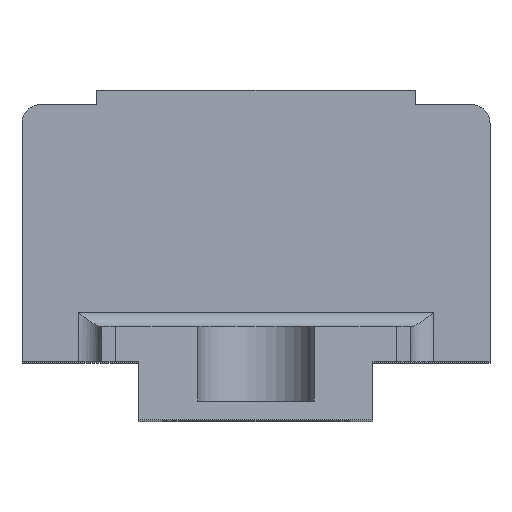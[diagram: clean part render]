
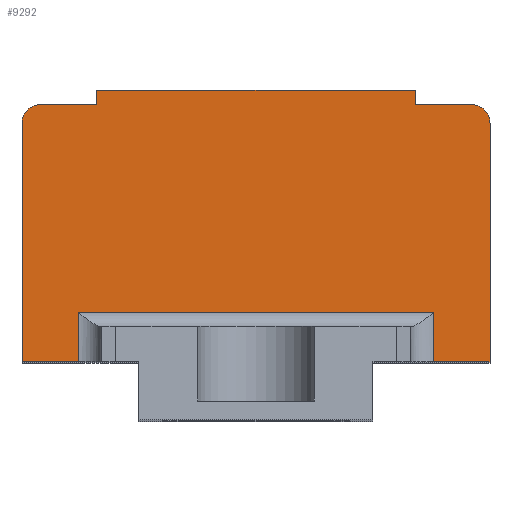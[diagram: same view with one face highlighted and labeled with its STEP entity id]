
A CAD part, top view. The second image highlights one B-rep face of the part: STEP entity #9292.
In plain terms, the highlighted planar face has unit normal (0, 0, 1).
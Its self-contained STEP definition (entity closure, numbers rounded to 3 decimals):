
#331=DIRECTION('',(0.,1.,0.));
#332=VECTOR('',#331,5.3);
#333=CARTESIAN_POINT('',(19.,6.2,94.1));
#334=LINE('',#333,#332);
#349=CARTESIAN_POINT('',(23.,31.7,94.1));
#350=DIRECTION('',(0.,0.,1.));
#351=DIRECTION('',(1.,0.,0.));
#352=AXIS2_PLACEMENT_3D('',#349,#350,#351);
#354=DIRECTION('',(0.,-1.,0.));
#355=VECTOR('',#354,25.5);
#356=CARTESIAN_POINT('',(25.,31.7,94.1));
#357=LINE('',#356,#355);
#358=DIRECTION('',(-1.,0.,0.));
#359=VECTOR('',#358,6.);
#360=CARTESIAN_POINT('',(25.,6.2,94.1));
#361=LINE('',#360,#359);
#362=DIRECTION('',(-1.,0.,0.));
#363=VECTOR('',#362,6.);
#364=CARTESIAN_POINT('',(-19.,6.2,94.1));
#365=LINE('',#364,#363);
#366=DIRECTION('',(0.,1.,0.));
#367=VECTOR('',#366,25.5);
#368=CARTESIAN_POINT('',(-25.,6.2,94.1));
#369=LINE('',#368,#367);
#370=CARTESIAN_POINT('',(-23.,31.7,94.1));
#371=DIRECTION('',(0.,0.,1.));
#372=DIRECTION('',(0.,1.,0.));
#373=AXIS2_PLACEMENT_3D('',#370,#371,#372);
#375=DIRECTION('',(1.,0.,0.));
#376=VECTOR('',#375,6.);
#377=CARTESIAN_POINT('',(-23.,33.7,94.1));
#378=LINE('',#377,#376);
#379=DIRECTION('',(0.,1.,0.));
#380=VECTOR('',#379,1.5);
#381=CARTESIAN_POINT('',(-17.,33.7,94.1));
#382=LINE('',#381,#380);
#383=DIRECTION('',(1.,0.,0.));
#384=VECTOR('',#383,34.);
#385=CARTESIAN_POINT('',(-17.,35.2,94.1));
#386=LINE('',#385,#384);
#387=DIRECTION('',(0.,-1.,0.));
#388=VECTOR('',#387,1.5);
#389=CARTESIAN_POINT('',(17.,35.2,94.1));
#390=LINE('',#389,#388);
#391=DIRECTION('',(1.,0.,0.));
#392=VECTOR('',#391,6.);
#393=CARTESIAN_POINT('',(17.,33.7,94.1));
#394=LINE('',#393,#392);
#483=DIRECTION('',(0.,1.,0.));
#484=VECTOR('',#483,5.3);
#485=CARTESIAN_POINT('',(-19.,6.2,94.1));
#486=LINE('',#485,#484);
#521=DIRECTION('',(1.,0.,0.));
#522=VECTOR('',#521,38.);
#523=CARTESIAN_POINT('',(-19.,11.5,94.1));
#524=LINE('',#523,#522);
#7437=CARTESIAN_POINT('',(-17.,35.2,94.1));
#7438=CARTESIAN_POINT('',(17.,35.2,94.1));
#7439=VERTEX_POINT('',#7437);
#7440=VERTEX_POINT('',#7438);
#7445=CARTESIAN_POINT('',(25.,6.2,94.1));
#7447=VERTEX_POINT('',#7445);
#7449=CARTESIAN_POINT('',(-25.,6.2,94.1));
#7451=VERTEX_POINT('',#7449);
#7617=CARTESIAN_POINT('',(19.,6.2,94.1));
#7618=VERTEX_POINT('',#7617);
#7623=CARTESIAN_POINT('',(-19.,6.2,94.1));
#7624=VERTEX_POINT('',#7623);
#7629=CARTESIAN_POINT('',(-19.,11.5,94.1));
#7630=CARTESIAN_POINT('',(19.,11.5,94.1));
#7631=VERTEX_POINT('',#7629);
#7632=VERTEX_POINT('',#7630);
#7701=CARTESIAN_POINT('',(-17.,33.7,94.1));
#7702=VERTEX_POINT('',#7701);
#7703=CARTESIAN_POINT('',(17.,33.7,94.1));
#7704=VERTEX_POINT('',#7703);
#7853=CARTESIAN_POINT('',(25.,31.7,94.1));
#7854=CARTESIAN_POINT('',(23.,33.7,94.1));
#7855=VERTEX_POINT('',#7853);
#7856=VERTEX_POINT('',#7854);
#7861=CARTESIAN_POINT('',(-23.,33.7,94.1));
#7862=CARTESIAN_POINT('',(-25.,31.7,94.1));
#7863=VERTEX_POINT('',#7861);
#7864=VERTEX_POINT('',#7862);
#9259=CARTESIAN_POINT('',(0.,0.,94.1));
#9260=DIRECTION('',(0.,0.,-1.));
#9261=DIRECTION('',(-1.,0.,0.));
#9262=AXIS2_PLACEMENT_3D('',#9259,#9260,#9261);
#9263=PLANE('',#9262);
#9265=ORIENTED_EDGE('',*,*,#9264,.F.);
#9267=ORIENTED_EDGE('',*,*,#9266,.T.);
#9268=ORIENTED_EDGE('',*,*,#9195,.T.);
#9269=ORIENTED_EDGE('',*,*,#9249,.T.);
#9271=ORIENTED_EDGE('',*,*,#9270,.F.);
#9273=ORIENTED_EDGE('',*,*,#9272,.F.);
#9275=ORIENTED_EDGE('',*,*,#9274,.T.);
#9277=ORIENTED_EDGE('',*,*,#9276,.T.);
#9279=ORIENTED_EDGE('',*,*,#9278,.F.);
#9281=ORIENTED_EDGE('',*,*,#9280,.T.);
#9283=ORIENTED_EDGE('',*,*,#9282,.T.);
#9285=ORIENTED_EDGE('',*,*,#9284,.T.);
#9287=ORIENTED_EDGE('',*,*,#9286,.T.);
#9289=ORIENTED_EDGE('',*,*,#9288,.T.);
#9290=EDGE_LOOP('',(#9265,#9267,#9268,#9269,#9271,#9273,#9275,#9277,#9279,#9281,
#9283,#9285,#9287,#9289));
#9291=FACE_OUTER_BOUND('',#9290,.F.);
#9292=ADVANCED_FACE('',(#9291),#9263,.F.);
#353=CIRCLE('',#352,2.);
#374=CIRCLE('',#373,2.);
#9195=EDGE_CURVE('',#7447,#7618,#361,.T.);
#9249=EDGE_CURVE('',#7618,#7632,#334,.T.);
#9264=EDGE_CURVE('',#7855,#7856,#353,.T.);
#9266=EDGE_CURVE('',#7855,#7447,#357,.T.);
#9270=EDGE_CURVE('',#7631,#7632,#524,.T.);
#9272=EDGE_CURVE('',#7624,#7631,#486,.T.);
#9274=EDGE_CURVE('',#7624,#7451,#365,.T.);
#9276=EDGE_CURVE('',#7451,#7864,#369,.T.);
#9278=EDGE_CURVE('',#7863,#7864,#374,.T.);
#9280=EDGE_CURVE('',#7863,#7702,#378,.T.);
#9282=EDGE_CURVE('',#7702,#7439,#382,.T.);
#9284=EDGE_CURVE('',#7439,#7440,#386,.T.);
#9286=EDGE_CURVE('',#7440,#7704,#390,.T.);
#9288=EDGE_CURVE('',#7704,#7856,#394,.T.);
